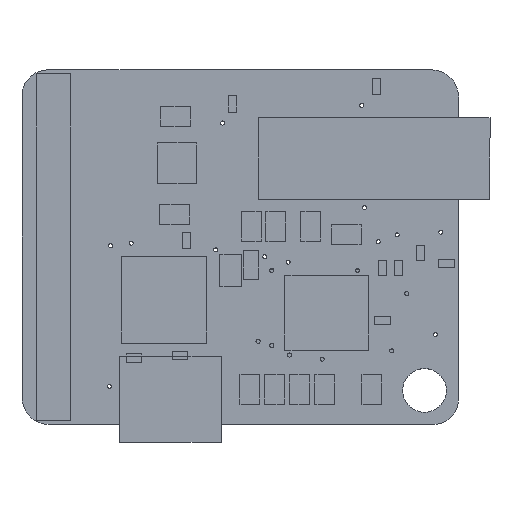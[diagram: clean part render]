
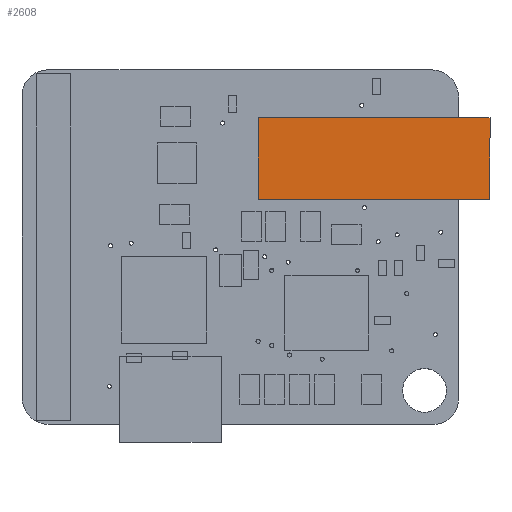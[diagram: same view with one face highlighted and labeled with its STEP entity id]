
A CAD part, top view. The second image highlights one B-rep face of the part: STEP entity #2608.
In plain terms, the highlighted planar face has unit normal (0, 0, 1).
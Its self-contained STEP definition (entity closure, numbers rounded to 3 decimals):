
#326=PLANE('',#3025);
#461=FACE_OUTER_BOUND('',#678,.T.);
#678=EDGE_LOOP('',(#2259,#2260,#2261,#2262));
#859=LINE('',#4376,#1084);
#862=LINE('',#4382,#1087);
#865=LINE('',#4388,#1090);
#868=LINE('',#4392,#1093);
#1084=VECTOR('',#3636,10.);
#1087=VECTOR('',#3641,10.);
#1090=VECTOR('',#3646,10.);
#1093=VECTOR('',#3651,10.);
#1412=VERTEX_POINT('',#4373);
#1413=VERTEX_POINT('',#4375);
#1415=VERTEX_POINT('',#4381);
#1417=VERTEX_POINT('',#4387);
#1699=EDGE_CURVE('',#1413,#1412,#859,.T.);
#1702=EDGE_CURVE('',#1415,#1413,#862,.T.);
#1705=EDGE_CURVE('',#1417,#1415,#865,.T.);
#1708=EDGE_CURVE('',#1412,#1417,#868,.T.);
#2259=ORIENTED_EDGE('',*,*,#1708,.T.);
#2260=ORIENTED_EDGE('',*,*,#1705,.T.);
#2261=ORIENTED_EDGE('',*,*,#1702,.T.);
#2262=ORIENTED_EDGE('',*,*,#1699,.T.);
#2608=ADVANCED_FACE('',(#461),#326,.T.);
#3025=AXIS2_PLACEMENT_3D('',#4393,#3652,#3653);
#3636=DIRECTION('',(-1.,0.,0.));
#3641=DIRECTION('',(0.,1.,0.));
#3646=DIRECTION('',(1.,0.,0.));
#3651=DIRECTION('',(0.,-1.,0.));
#3652=DIRECTION('center_axis',(0.,0.,1.));
#3653=DIRECTION('ref_axis',(1.,0.,0.));
#4373=CARTESIAN_POINT('',(-2.5,3.,0.1));
#4375=CARTESIAN_POINT('',(14.5,3.,0.1));
#4376=CARTESIAN_POINT('',(14.5,3.,0.1));
#4381=CARTESIAN_POINT('',(14.5,-3.,0.1));
#4382=CARTESIAN_POINT('',(14.5,-3.,0.1));
#4387=CARTESIAN_POINT('',(-2.5,-3.,0.1));
#4388=CARTESIAN_POINT('',(-2.5,-3.,0.1));
#4392=CARTESIAN_POINT('',(-2.5,3.,0.1));
#4393=CARTESIAN_POINT('Origin',(6.,0.,0.1));
